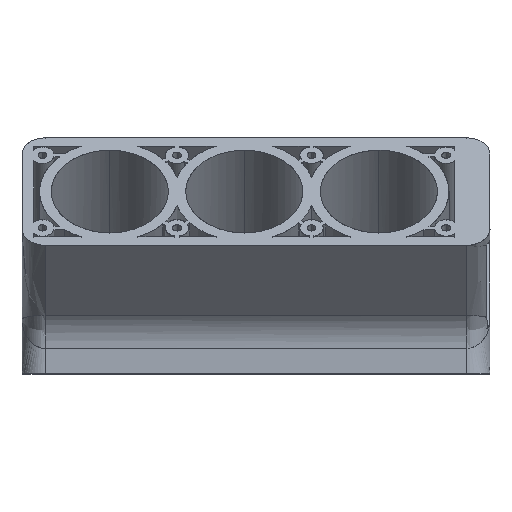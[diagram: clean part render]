
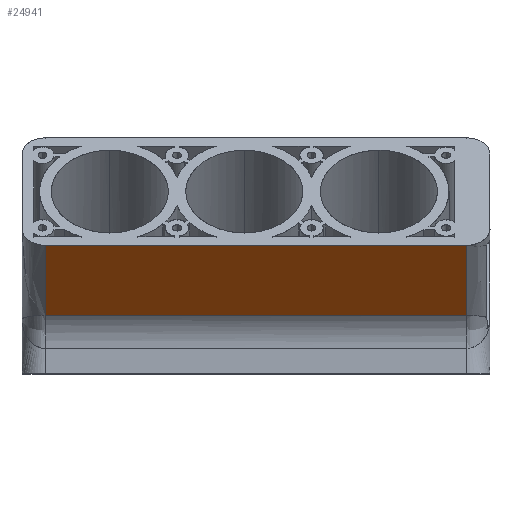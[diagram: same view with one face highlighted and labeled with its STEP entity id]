
A CAD part, top view. The second image highlights one B-rep face of the part: STEP entity #24941.
In plain terms, the highlighted free-form (B-spline) face has degree [1, 1] with [2, 2] control points.
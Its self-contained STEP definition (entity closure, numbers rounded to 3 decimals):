
#24941 = ADVANCED_FACE('',(#24942),#24972,.T.);
#24942 = FACE_BOUND('',#24943,.T.);
#24943 = EDGE_LOOP('',(#24944,#24953,#24960,#24967));
#24944 = ORIENTED_EDGE('',*,*,#24945,.T.);
#24945 = EDGE_CURVE('',#24946,#24948,#24950,.T.);
#24946 = VERTEX_POINT('',#24947);
#24947 = CARTESIAN_POINT('',(-241.297,139.192,
    255.934));
#24948 = VERTEX_POINT('',#24949);
#24949 = CARTESIAN_POINT('',(215.897,139.192,
    255.934));
#24950 = B_SPLINE_CURVE_WITH_KNOTS('',1,(#24951,#24952),.UNSPECIFIED.,
  .F.,.F.,(2,2),(0.,457.2),.PIECEWISE_BEZIER_KNOTS.);
#24951 = CARTESIAN_POINT('',(-241.297,139.192,
    255.934));
#24952 = CARTESIAN_POINT('',(215.897,139.192,
    255.934));
#24953 = ORIENTED_EDGE('',*,*,#24954,.T.);
#24954 = EDGE_CURVE('',#24948,#24955,#24957,.T.);
#24955 = VERTEX_POINT('',#24956);
#24956 = CARTESIAN_POINT('',(215.897,63.235,
    179.977));
#24957 = B_SPLINE_CURVE_WITH_KNOTS('',1,(#24958,#24959),.UNSPECIFIED.,
  .F.,.F.,(2,2),(0.,107.421),.PIECEWISE_BEZIER_KNOTS.);
#24958 = CARTESIAN_POINT('',(215.897,139.192,
    255.934));
#24959 = CARTESIAN_POINT('',(215.897,63.235,
    179.977));
#24960 = ORIENTED_EDGE('',*,*,#24961,.T.);
#24961 = EDGE_CURVE('',#24955,#24962,#24964,.T.);
#24962 = VERTEX_POINT('',#24963);
#24963 = CARTESIAN_POINT('',(-241.297,63.235,
    179.977));
#24964 = B_SPLINE_CURVE_WITH_KNOTS('',1,(#24965,#24966),.UNSPECIFIED.,
  .F.,.F.,(2,2),(0.,457.2),.PIECEWISE_BEZIER_KNOTS.);
#24965 = CARTESIAN_POINT('',(215.897,63.235,
    179.977));
#24966 = CARTESIAN_POINT('',(-241.297,63.235,
    179.977));
#24967 = ORIENTED_EDGE('',*,*,#24968,.T.);
#24968 = EDGE_CURVE('',#24962,#24946,#24969,.T.);
#24969 = B_SPLINE_CURVE_WITH_KNOTS('',1,(#24970,#24971),.UNSPECIFIED.,
  .F.,.F.,(2,2),(0.,107.421),.PIECEWISE_BEZIER_KNOTS.);
#24970 = CARTESIAN_POINT('',(-241.297,63.235,
    179.977));
#24971 = CARTESIAN_POINT('',(-241.297,139.192,
    255.934));
#24972 = B_SPLINE_SURFACE_WITH_KNOTS('',1,1,(
    (#24973,#24974)
    ,(#24975,#24976
    )),.UNSPECIFIED.,.F.,.F.,.F.,(2,2),(2,2),(0.,1.),(0.,1.),
  .PIECEWISE_BEZIER_KNOTS.);
#24973 = CARTESIAN_POINT('',(-241.297,63.235,
    179.977));
#24974 = CARTESIAN_POINT('',(215.897,63.235,
    179.977));
#24975 = CARTESIAN_POINT('',(-241.297,139.192,
    255.934));
#24976 = CARTESIAN_POINT('',(215.897,139.192,
    255.934));
